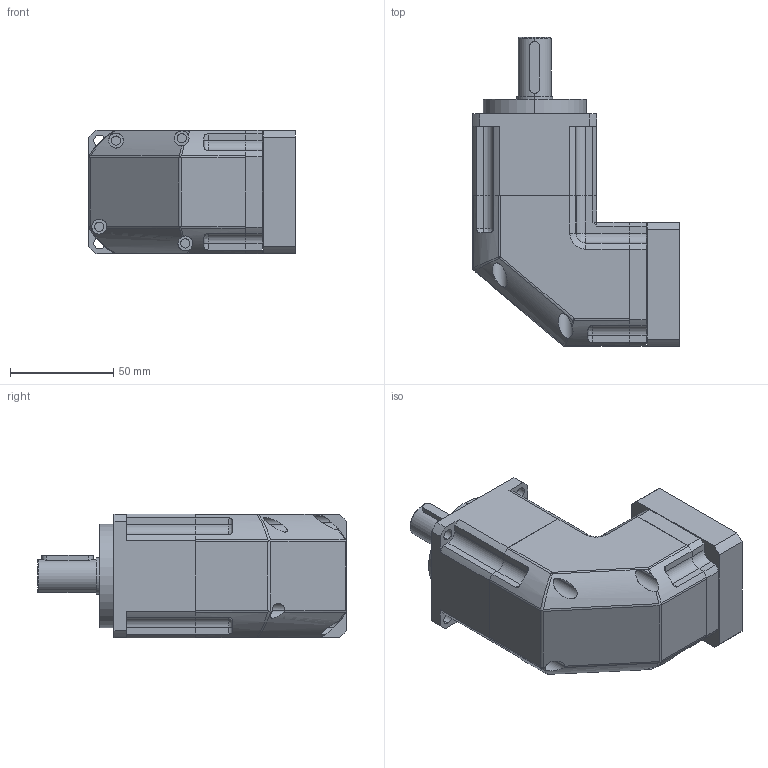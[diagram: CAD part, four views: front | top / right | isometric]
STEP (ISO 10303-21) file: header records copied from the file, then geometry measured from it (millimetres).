
FILE_DESCRIPTION (( 'STEP AP203' ), '1' );
FILE_NAME ('WABR060-L1(14-32-50-70-M4).STEP', '2018-09-20T07:49:54', ( 'chuigong' ), ( '' ), 'SwSTEP 2.0', 'SolidWorks 2016', '' );
FILE_SCHEMA (( 'CONFIG_CONTROL_DESIGN' ));
Length unit declared in the file: millimetre
Products named in the file (5): 俴陎楊擘-WAB060-L1; ABR060-XT; 俴陎蛌褒綴裔-WABR060-HG; 俴陎菁釱-WVRB060-DZ(14-35-50-70-M4); WABR060-L1(14-32-50-70-M4)
Assembly tree (4 placements, depth 2):
  WABR060-L1(14-32-50-70-M4)
    俴陎楊擘-WAB060-L1
    ABR060-XT
    俴陎蛌褒綴裔-WABR060-HG
    俴陎菁釱-WVRB060-DZ(14-35-50-70-M4)
Bounding box: 100 x 149.5 x 60 mm (x, y, z)
Volume: 314069.8 mm3; surface area: 85179.1 mm2
Topology: 4 solids, 4 shells, 351 faces, 886 edges, 548 vertices
Faces by surface type: cylinder 171, plane 110, cone 36, bspline 30, torus 4
Entity records: 13488 total; most frequent: CARTESIAN_POINT 4691, DIRECTION 1749, ORIENTED_EDGE 1726, EDGE_CURVE 863, AXIS2_PLACEMENT_3D 669, VERTEX_POINT 548, LINE 411, VECTOR 411
